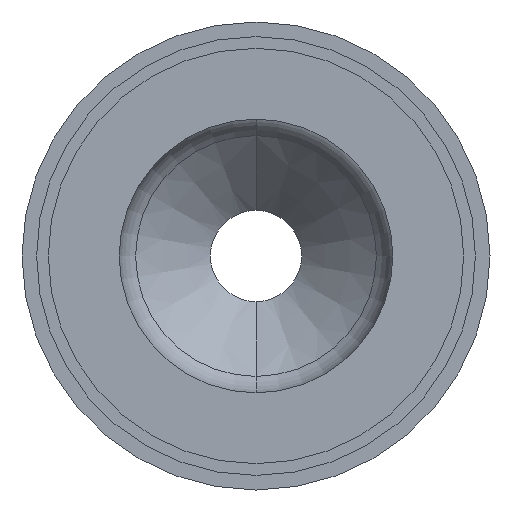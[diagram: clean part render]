
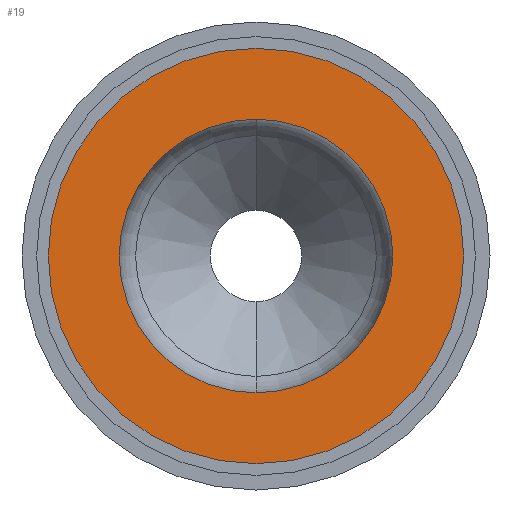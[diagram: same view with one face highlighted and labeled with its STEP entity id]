
A CAD part, left-side view. The second image highlights one B-rep face of the part: STEP entity #19.
In plain terms, the highlighted planar face has unit normal (-1, 0, 0).
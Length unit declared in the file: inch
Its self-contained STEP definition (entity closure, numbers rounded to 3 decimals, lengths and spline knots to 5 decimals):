
#19 = ADVANCED_FACE ( 'NONE', ( #737, #63 ), #654, .T. ) ;
#39 = CARTESIAN_POINT ( 'NONE',  ( 0., 0., 0. ) ) ;
#63 = FACE_OUTER_BOUND ( 'NONE', #633, .T. ) ;
#90 = AXIS2_PLACEMENT_3D ( 'NONE', #462, #242, #157 ) ;
#92 = VERTEX_POINT ( 'NONE', #243 ) ;
#121 = CARTESIAN_POINT ( 'NONE',  ( 0., 0., -0.73087 ) ) ;
#157 = DIRECTION ( 'NONE',  ( 0., 0., 1. ) ) ;
#203 = CIRCLE ( 'NONE', #855, 0.73087 ) ;
#215 = ORIENTED_EDGE ( 'NONE', *, *, #223, .T. ) ;
#223 = EDGE_CURVE ( 'NONE', #492, #334, #203, .T. ) ;
#242 = DIRECTION ( 'NONE',  ( -1., 0., 0. ) ) ;
#243 = CARTESIAN_POINT ( 'NONE',  ( 0., 0., -1.10938 ) ) ;
#244 = EDGE_LOOP ( 'NONE', ( #904, #215 ) ) ;
#247 = CIRCLE ( 'NONE', #661, 0.73087 ) ;
#296 = VERTEX_POINT ( 'NONE', #801 ) ;
#334 = VERTEX_POINT ( 'NONE', #121 ) ;
#397 = ORIENTED_EDGE ( 'NONE', *, *, #570, .T. ) ;
#452 = DIRECTION ( 'NONE',  ( 0., 0., 1. ) ) ;
#462 = CARTESIAN_POINT ( 'NONE',  ( 0., 0., 0. ) ) ;
#484 = AXIS2_PLACEMENT_3D ( 'NONE', #676, #769, #452 ) ;
#485 = DIRECTION ( 'NONE',  ( 1., 0., 0. ) ) ;
#492 = VERTEX_POINT ( 'NONE', #522 ) ;
#509 = CIRCLE ( 'NONE', #90, 1.10938 ) ;
#522 = CARTESIAN_POINT ( 'NONE',  ( 0., 0., 0.73087 ) ) ;
#567 = EDGE_CURVE ( 'NONE', #296, #92, #509, .T. ) ;
#570 = EDGE_CURVE ( 'NONE', #92, #296, #683, .T. ) ;
#593 = DIRECTION ( 'NONE',  ( 0., 0., -1. ) ) ;
#633 = EDGE_LOOP ( 'NONE', ( #941, #397 ) ) ;
#654 = PLANE ( 'NONE',  #725 ) ;
#661 = AXIS2_PLACEMENT_3D ( 'NONE', #667, #887, #593 ) ;
#667 = CARTESIAN_POINT ( 'NONE',  ( 0., 0., 0. ) ) ;
#676 = CARTESIAN_POINT ( 'NONE',  ( 0., 0., 0. ) ) ;
#683 = CIRCLE ( 'NONE', #484, 1.10938 ) ;
#725 = AXIS2_PLACEMENT_3D ( 'NONE', #750, #884, #745 ) ;
#737 = FACE_BOUND ( 'NONE', #244, .T. ) ;
#745 = DIRECTION ( 'NONE',  ( 0., 0., 1. ) ) ;
#750 = CARTESIAN_POINT ( 'NONE',  ( 0., 0., 0. ) ) ;
#769 = DIRECTION ( 'NONE',  ( -1., 0., 0. ) ) ;
#801 = CARTESIAN_POINT ( 'NONE',  ( 0., 0., 1.10938 ) ) ;
#804 = DIRECTION ( 'NONE',  ( 0., 0., -1. ) ) ;
#855 = AXIS2_PLACEMENT_3D ( 'NONE', #39, #485, #804 ) ;
#884 = DIRECTION ( 'NONE',  ( -1., 0., 0. ) ) ;
#887 = DIRECTION ( 'NONE',  ( 1., 0., 0. ) ) ;
#904 = ORIENTED_EDGE ( 'NONE', *, *, #953, .T. ) ;
#941 = ORIENTED_EDGE ( 'NONE', *, *, #567, .T. ) ;
#953 = EDGE_CURVE ( 'NONE', #334, #492, #247, .T. ) ;
